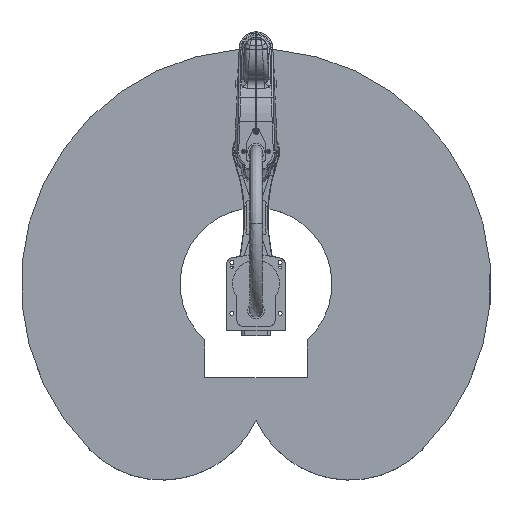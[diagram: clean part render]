
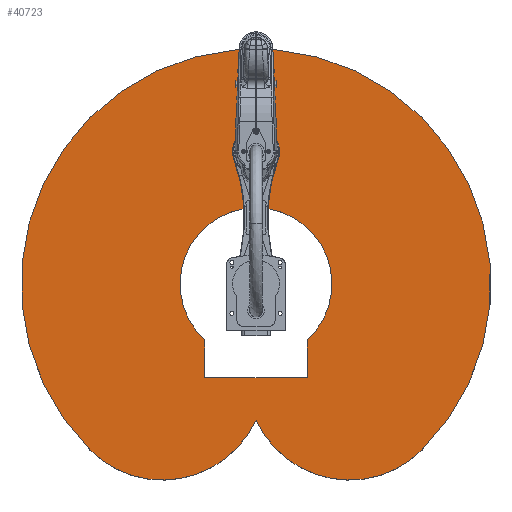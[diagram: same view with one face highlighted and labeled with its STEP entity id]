
A CAD part, top view. The second image highlights one B-rep face of the part: STEP entity #40723.
In plain terms, the highlighted planar face has unit normal (0, 0, 1).
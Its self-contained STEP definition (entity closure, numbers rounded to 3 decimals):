
#1507=FACE_BOUND('',#12752,.T.);
#4238=LINE('',#90862,#6738);
#4242=LINE('',#90869,#6742);
#4245=LINE('',#90875,#6745);
#6738=VECTOR('',#56221,10.);
#6742=VECTOR('',#56227,10.);
#6745=VECTOR('',#56232,10.);
#7725=PLANE('',#45316);
#10051=FACE_OUTER_BOUND('',#12751,.T.);
#12751=EDGE_LOOP('',(#35837,#35838,#35839));
#12752=EDGE_LOOP('',(#35840,#35841,#35842,#35843));
#14797=CIRCLE('',#45317,350.);
#14798=CIRCLE('',#45318,800.);
#14799=CIRCLE('',#45319,350.);
#14800=CIRCLE('',#45320,258.78);
#19118=VERTEX_POINT('',#90859);
#19119=VERTEX_POINT('',#90861);
#19121=VERTEX_POINT('',#90866);
#19123=VERTEX_POINT('',#90873);
#19124=VERTEX_POINT('',#90877);
#19125=VERTEX_POINT('',#90878);
#19126=VERTEX_POINT('',#90880);
#24690=EDGE_CURVE('',#19119,#19118,#4238,.T.);
#24694=EDGE_CURVE('',#19121,#19119,#4242,.T.);
#24697=EDGE_CURVE('',#19118,#19123,#4245,.T.);
#24698=EDGE_CURVE('',#19124,#19125,#14797,.T.);
#24699=EDGE_CURVE('',#19125,#19126,#14798,.T.);
#24700=EDGE_CURVE('',#19126,#19124,#14799,.T.);
#24701=EDGE_CURVE('',#19123,#19121,#14800,.T.);
#35837=ORIENTED_EDGE('',*,*,#24698,.T.);
#35838=ORIENTED_EDGE('',*,*,#24699,.T.);
#35839=ORIENTED_EDGE('',*,*,#24700,.T.);
#35840=ORIENTED_EDGE('',*,*,#24694,.T.);
#35841=ORIENTED_EDGE('',*,*,#24690,.T.);
#35842=ORIENTED_EDGE('',*,*,#24697,.T.);
#35843=ORIENTED_EDGE('',*,*,#24701,.T.);
#40723=ADVANCED_FACE('',(#10051,#1507),#7725,.T.);
#45316=AXIS2_PLACEMENT_3D('',#90876,#56233,#56234);
#45317=AXIS2_PLACEMENT_3D('',#90879,#56235,#56236);
#45318=AXIS2_PLACEMENT_3D('',#90881,#56237,#56238);
#45319=AXIS2_PLACEMENT_3D('',#90882,#56239,#56240);
#45320=AXIS2_PLACEMENT_3D('',#90883,#56241,#56242);
#56221=DIRECTION('',(0.,1.,0.));
#56227=DIRECTION('',(-1.,0.,0.));
#56232=DIRECTION('',(1.,0.,0.));
#56233=DIRECTION('center_axis',(0.,0.,1.));
#56234=DIRECTION('ref_axis',(1.,0.,0.));
#56235=DIRECTION('center_axis',(0.,0.,1.));
#56236=DIRECTION('ref_axis',(0.416,-0.909,0.));
#56237=DIRECTION('center_axis',(0.,0.,1.));
#56238=DIRECTION('ref_axis',(0.707,0.707,0.));
#56239=DIRECTION('center_axis',(0.,0.,1.));
#56240=DIRECTION('ref_axis',(0.707,-0.707,0.));
#56241=DIRECTION('center_axis',(0.,0.,-1.));
#56242=DIRECTION('ref_axis',(-1.,0.,0.));
#90859=CARTESIAN_POINT('',(-320.,175.,200.));
#90861=CARTESIAN_POINT('',(-320.,-175.,200.));
#90862=CARTESIAN_POINT('',(-320.,-87.5,200.));
#90866=CARTESIAN_POINT('',(-190.636,-175.,200.));
#90869=CARTESIAN_POINT('',(45.314,-175.,200.));
#90873=CARTESIAN_POINT('',(-190.636,175.,200.));
#90875=CARTESIAN_POINT('',(-152.186,175.,200.));
#90876=CARTESIAN_POINT('Origin',(15.627,0.,
200.));
#90877=CARTESIAN_POINT('',(-463.972,0.,200.));
#90878=CARTESIAN_POINT('',(-565.685,-565.685,200.));
#90879=CARTESIAN_POINT('Origin',(-318.198,-318.198,200.));
#90880=CARTESIAN_POINT('',(-565.685,565.685,200.));
#90881=CARTESIAN_POINT('Origin',(0.,0.,200.));
#90882=CARTESIAN_POINT('Origin',(-318.198,318.198,200.));
#90883=CARTESIAN_POINT('Origin',(0.,0.,200.));
